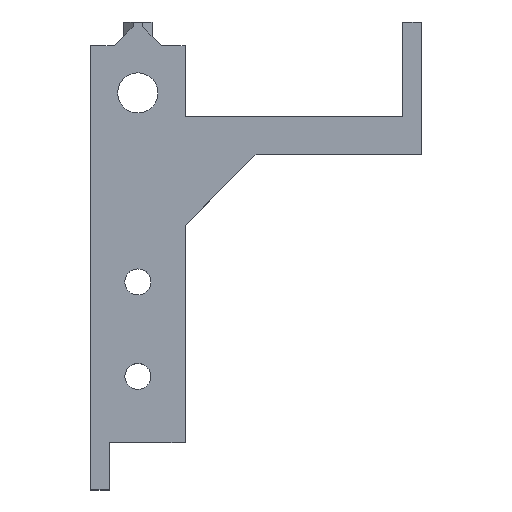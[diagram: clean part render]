
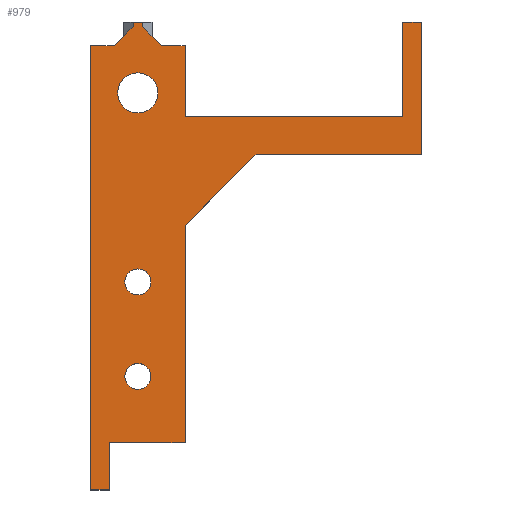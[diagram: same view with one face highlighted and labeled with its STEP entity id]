
A CAD part, top view. The second image highlights one B-rep face of the part: STEP entity #979.
In plain terms, the highlighted planar face has unit normal (0, 0, 1).
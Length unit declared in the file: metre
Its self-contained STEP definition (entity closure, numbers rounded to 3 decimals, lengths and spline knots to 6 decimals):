
#41=LINE('',#1396,#169);
#47=LINE('',#1408,#175);
#52=LINE('',#1418,#180);
#55=LINE('',#1424,#183);
#65=LINE('',#1444,#193);
#66=LINE('',#1449,#194);
#68=LINE('',#1458,#196);
#69=LINE('',#1460,#197);
#70=LINE('',#1462,#198);
#71=LINE('',#1464,#199);
#72=LINE('',#1465,#200);
#73=LINE('',#1467,#201);
#74=LINE('',#1469,#202);
#75=LINE('',#1471,#203);
#76=LINE('',#1473,#204);
#77=LINE('',#1474,#205);
#78=LINE('',#1476,#206);
#79=LINE('',#1478,#207);
#80=LINE('',#1480,#208);
#169=VECTOR('',#1127,1.);
#175=VECTOR('',#1135,1.);
#180=VECTOR('',#1142,1.);
#183=VECTOR('',#1147,1.);
#193=VECTOR('',#1159,1.);
#194=VECTOR('',#1166,1.);
#196=VECTOR('',#1176,1.);
#197=VECTOR('',#1177,1.);
#198=VECTOR('',#1178,1.);
#199=VECTOR('',#1179,1.);
#200=VECTOR('',#1180,1.);
#201=VECTOR('',#1181,1.);
#202=VECTOR('',#1182,1.);
#203=VECTOR('',#1183,1.);
#204=VECTOR('',#1184,1.);
#205=VECTOR('',#1185,1.);
#206=VECTOR('',#1186,1.);
#207=VECTOR('',#1187,1.);
#208=VECTOR('',#1188,1.);
#340=ORIENTED_EDGE('',*,*,#605,.T.);
#341=ORIENTED_EDGE('',*,*,#606,.F.);
#342=ORIENTED_EDGE('',*,*,#587,.T.);
#343=ORIENTED_EDGE('',*,*,#600,.T.);
#344=ORIENTED_EDGE('',*,*,#607,.F.);
#345=ORIENTED_EDGE('',*,*,#608,.F.);
#346=ORIENTED_EDGE('',*,*,#609,.T.);
#347=ORIENTED_EDGE('',*,*,#582,.T.);
#348=ORIENTED_EDGE('',*,*,#610,.T.);
#349=ORIENTED_EDGE('',*,*,#611,.T.);
#350=ORIENTED_EDGE('',*,*,#612,.F.);
#351=ORIENTED_EDGE('',*,*,#613,.F.);
#352=ORIENTED_EDGE('',*,*,#614,.F.);
#353=ORIENTED_EDGE('',*,*,#576,.F.);
#354=ORIENTED_EDGE('',*,*,#590,.T.);
#355=ORIENTED_EDGE('',*,*,#602,.T.);
#356=ORIENTED_EDGE('',*,*,#615,.F.);
#357=ORIENTED_EDGE('',*,*,#616,.F.);
#358=ORIENTED_EDGE('',*,*,#617,.T.);
#359=ORIENTED_EDGE('',*,*,#618,.F.);
#360=ORIENTED_EDGE('',*,*,#601,.T.);
#361=ORIENTED_EDGE('',*,*,#604,.T.);
#576=EDGE_CURVE('',#713,#714,#41,.T.);
#582=EDGE_CURVE('',#719,#718,#47,.T.);
#587=EDGE_CURVE('',#723,#722,#52,.T.);
#590=EDGE_CURVE('',#713,#724,#55,.T.);
#600=EDGE_CURVE('',#722,#733,#65,.T.);
#601=EDGE_CURVE('',#734,#734,#785,.T.);
#602=EDGE_CURVE('',#724,#735,#66,.T.);
#604=EDGE_CURVE('',#736,#736,#786,.T.);
#605=EDGE_CURVE('',#737,#737,#787,.T.);
#606=EDGE_CURVE('',#723,#738,#68,.F.);
#607=EDGE_CURVE('',#739,#733,#69,.T.);
#608=EDGE_CURVE('',#740,#739,#70,.T.);
#609=EDGE_CURVE('',#740,#719,#71,.T.);
#610=EDGE_CURVE('',#718,#741,#72,.F.);
#611=EDGE_CURVE('',#741,#742,#73,.T.);
#612=EDGE_CURVE('',#743,#742,#74,.T.);
#613=EDGE_CURVE('',#744,#743,#75,.T.);
#614=EDGE_CURVE('',#714,#744,#76,.T.);
#615=EDGE_CURVE('',#745,#735,#77,.T.);
#616=EDGE_CURVE('',#746,#745,#78,.T.);
#617=EDGE_CURVE('',#746,#747,#79,.T.);
#618=EDGE_CURVE('',#738,#747,#80,.T.);
#713=VERTEX_POINT('',#1395);
#714=VERTEX_POINT('',#1397);
#718=VERTEX_POINT('',#1407);
#719=VERTEX_POINT('',#1409);
#722=VERTEX_POINT('',#1417);
#723=VERTEX_POINT('',#1419);
#724=VERTEX_POINT('',#1423);
#733=VERTEX_POINT('',#1443);
#734=VERTEX_POINT('',#1447);
#735=VERTEX_POINT('',#1450);
#736=VERTEX_POINT('',#1454);
#737=VERTEX_POINT('',#1457);
#738=VERTEX_POINT('',#1459);
#739=VERTEX_POINT('',#1461);
#740=VERTEX_POINT('',#1463);
#741=VERTEX_POINT('',#1466);
#742=VERTEX_POINT('',#1468);
#743=VERTEX_POINT('',#1470);
#744=VERTEX_POINT('',#1472);
#745=VERTEX_POINT('',#1475);
#746=VERTEX_POINT('',#1477);
#747=VERTEX_POINT('',#1479);
#785=CIRCLE('',#1042,0.00425);
#786=CIRCLE('',#1045,0.00275);
#787=CIRCLE('',#1047,0.00275);
#808=EDGE_LOOP('',(#340));
#809=EDGE_LOOP('',(#341,#342,#343,#344,#345,#346,#347,#348,#349,#350,#351,
#352,#353,#354,#355,#356,#357,#358,#359));
#810=EDGE_LOOP('',(#360));
#811=EDGE_LOOP('',(#361));
#875=FACE_BOUND('',#808,.T.);
#876=FACE_BOUND('',#809,.T.);
#877=FACE_BOUND('',#810,.T.);
#878=FACE_BOUND('',#811,.T.);
#933=PLANE('',#1046);
#979=ADVANCED_FACE('',(#875,#876,#877,#878),#933,.T.);
#1042=AXIS2_PLACEMENT_3D('',#1446,#1162,#1163);
#1045=AXIS2_PLACEMENT_3D('',#1453,#1170,#1171);
#1046=AXIS2_PLACEMENT_3D('',#1455,#1172,#1173);
#1047=AXIS2_PLACEMENT_3D('',#1456,#1174,#1175);
#1127=DIRECTION('',(1.,0.,0.));
#1135=DIRECTION('',(0.,1.,0.));
#1142=DIRECTION('',(-1.,0.,0.));
#1147=DIRECTION('',(0.,1.,0.));
#1159=DIRECTION('',(0.,-1.,0.));
#1162=DIRECTION('',(0.,0.,-1.));
#1163=DIRECTION('',(-1.,0.,0.));
#1166=DIRECTION('',(-1.,0.,0.));
#1170=DIRECTION('',(0.,0.,-1.));
#1171=DIRECTION('',(-1.,0.,0.));
#1172=DIRECTION('',(0.,0.,1.));
#1173=DIRECTION('',(-1.,0.,0.));
#1174=DIRECTION('',(0.,0.,-1.));
#1175=DIRECTION('',(-1.,0.,0.));
#1176=DIRECTION('',(-0.707,-0.707,0.));
#1177=DIRECTION('',(-1.,0.,0.));
#1178=DIRECTION('',(0.,-1.,0.));
#1179=DIRECTION('',(1.,0.,0.));
#1180=DIRECTION('',(-0.707,-0.707,0.));
#1181=DIRECTION('',(1.,0.,0.));
#1182=DIRECTION('',(0.,-1.,0.));
#1183=DIRECTION('',(1.,0.,0.));
#1184=DIRECTION('',(0.,1.,0.));
#1185=DIRECTION('',(0.707,-0.707,0.));
#1186=DIRECTION('',(0.,-1.,0.));
#1187=DIRECTION('',(-1.,0.,0.));
#1188=DIRECTION('',(0.,1.,0.));
#1395=CARTESIAN_POINT('',(0.03,0.035,0.006));
#1396=CARTESIAN_POINT('',(0.055,0.035,0.006));
#1397=CARTESIAN_POINT('',(0.076,0.035,0.006));
#1407=CARTESIAN_POINT('',(0.03,0.012,0.006));
#1408=CARTESIAN_POINT('',(0.03,0.03,0.006));
#1409=CARTESIAN_POINT('',(0.03,-0.034,0.006));
#1417=CARTESIAN_POINT('',(0.01,0.05,0.006));
#1418=CARTESIAN_POINT('',(0.02,0.05,0.006));
#1419=CARTESIAN_POINT('',(0.015,0.05,0.006));
#1423=CARTESIAN_POINT('',(0.03,0.05,0.006));
#1424=CARTESIAN_POINT('',(0.03,0.03,0.006));
#1443=CARTESIAN_POINT('',(0.01,-0.044,0.006));
#1444=CARTESIAN_POINT('',(0.01,0.03,0.006));
#1446=CARTESIAN_POINT('',(0.02,0.04,0.006));
#1447=CARTESIAN_POINT('',(0.01575,0.04,0.006));
#1449=CARTESIAN_POINT('',(0.02,0.05,0.006));
#1450=CARTESIAN_POINT('',(0.025,0.05,0.006));
#1453=CARTESIAN_POINT('',(0.02,0.,0.006));
#1454=CARTESIAN_POINT('',(0.01725,0.,0.006));
#1455=CARTESIAN_POINT('',(0.02,0.02,0.006));
#1456=CARTESIAN_POINT('',(0.02,-0.02,0.006));
#1457=CARTESIAN_POINT('',(0.01725,-0.02,0.006));
#1458=CARTESIAN_POINT('',(0.015,0.05,0.006));
#1459=CARTESIAN_POINT('',(0.019,0.054,0.006));
#1460=CARTESIAN_POINT('',(0.014,-0.044,0.006));
#1461=CARTESIAN_POINT('',(0.014,-0.044,0.006));
#1462=CARTESIAN_POINT('',(0.014,0.03,0.006));
#1463=CARTESIAN_POINT('',(0.014,-0.034,0.006));
#1464=CARTESIAN_POINT('',(0.02,-0.034,0.006));
#1465=CARTESIAN_POINT('',(0.03,0.012,0.006));
#1466=CARTESIAN_POINT('',(0.045,0.027,0.006));
#1467=CARTESIAN_POINT('',(0.055,0.027,0.006));
#1468=CARTESIAN_POINT('',(0.08,0.027,0.006));
#1469=CARTESIAN_POINT('',(0.08,0.0325,0.006));
#1470=CARTESIAN_POINT('',(0.08,0.055,0.006));
#1471=CARTESIAN_POINT('',(0.076,0.055,0.006));
#1472=CARTESIAN_POINT('',(0.076,0.055,0.006));
#1473=CARTESIAN_POINT('',(0.076,0.045,0.006));
#1474=CARTESIAN_POINT('',(0.023,0.052,0.006));
#1475=CARTESIAN_POINT('',(0.021,0.054,0.006));
#1476=CARTESIAN_POINT('',(0.021,0.052,0.006));
#1477=CARTESIAN_POINT('',(0.021,0.055,0.006));
#1478=CARTESIAN_POINT('',(0.02,0.055,0.006));
#1479=CARTESIAN_POINT('',(0.019,0.055,0.006));
#1480=CARTESIAN_POINT('',(0.019,0.02,0.006));
